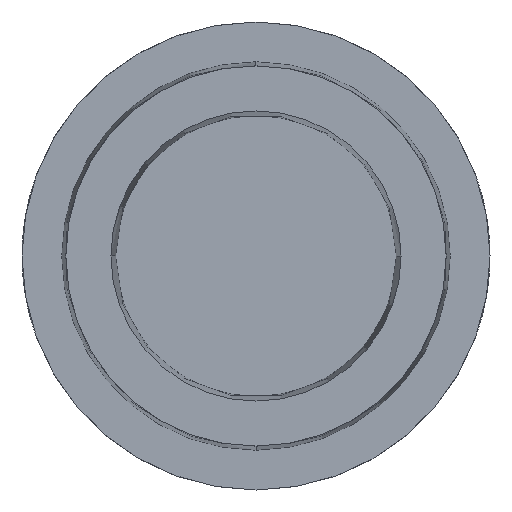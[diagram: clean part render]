
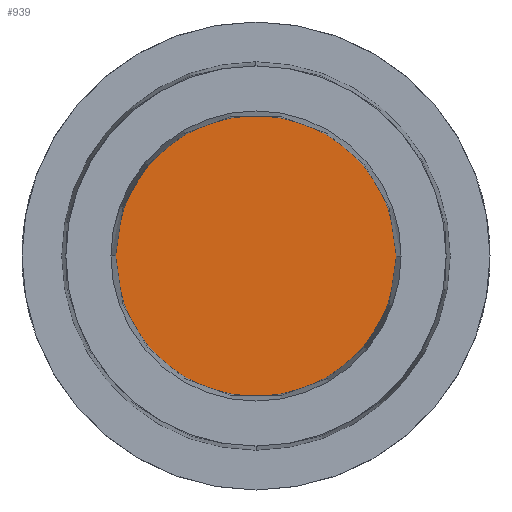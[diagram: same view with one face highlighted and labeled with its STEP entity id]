
A CAD part, front view. The second image highlights one B-rep face of the part: STEP entity #939.
In plain terms, the highlighted planar face has unit normal (0, -1, 0).
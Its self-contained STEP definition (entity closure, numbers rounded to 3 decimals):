
#39 = CARTESIAN_POINT ( 'NONE',  ( -15., -0.5, 0. ) ) ;
#81 = DIRECTION ( 'NONE',  ( 0., -1., 0. ) ) ;
#102 = CARTESIAN_POINT ( 'NONE',  ( 0., -0.5, 0. ) ) ;
#126 = AXIS2_PLACEMENT_3D ( 'NONE', #102, #81, #362 ) ;
#228 = CARTESIAN_POINT ( 'NONE',  ( 0., -0.5, 0. ) ) ;
#248 = FACE_OUTER_BOUND ( 'NONE', #876, .T. ) ;
#266 = DIRECTION ( 'NONE',  ( 1., 0., 0. ) ) ;
#362 = DIRECTION ( 'NONE',  ( 1., 0., 0. ) ) ;
#372 = VERTEX_POINT ( 'NONE', #741 ) ;
#396 = DIRECTION ( 'NONE',  ( 0., -1., 0. ) ) ;
#400 = EDGE_CURVE ( 'NONE', #809, #372, #1052, .T. ) ;
#401 = CARTESIAN_POINT ( 'NONE',  ( 0., -0.5, 0. ) ) ;
#436 = ORIENTED_EDGE ( 'NONE', *, *, #400, .T. ) ;
#627 = EDGE_CURVE ( 'NONE', #372, #809, #643, .T. ) ;
#643 = CIRCLE ( 'NONE', #126, 15. ) ;
#652 = ORIENTED_EDGE ( 'NONE', *, *, #627, .T. ) ;
#741 = CARTESIAN_POINT ( 'NONE',  ( 15., -0.5, 0. ) ) ;
#744 = AXIS2_PLACEMENT_3D ( 'NONE', #228, #396, #815 ) ;
#809 = VERTEX_POINT ( 'NONE', #39 ) ;
#815 = DIRECTION ( 'NONE',  ( 1., 0., 0. ) ) ;
#876 = EDGE_LOOP ( 'NONE', ( #652, #436 ) ) ;
#939 = ADVANCED_FACE ( 'NONE', ( #248 ), #1078, .T. ) ;
#979 = AXIS2_PLACEMENT_3D ( 'NONE', #401, #1019, #266 ) ;
#1019 = DIRECTION ( 'NONE',  ( 0., -1., 0. ) ) ;
#1052 = CIRCLE ( 'NONE', #744, 15. ) ;
#1078 = PLANE ( 'NONE',  #979 ) ;
